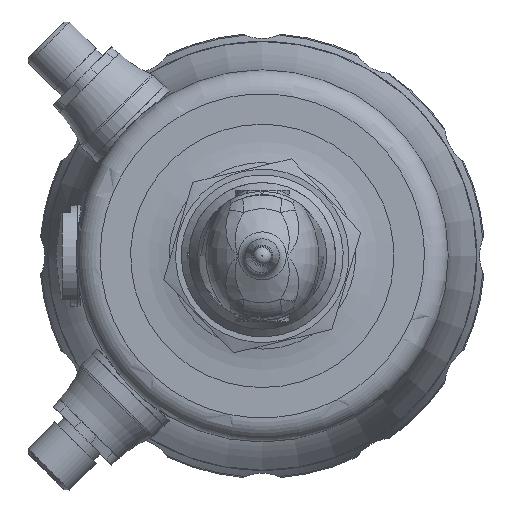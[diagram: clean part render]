
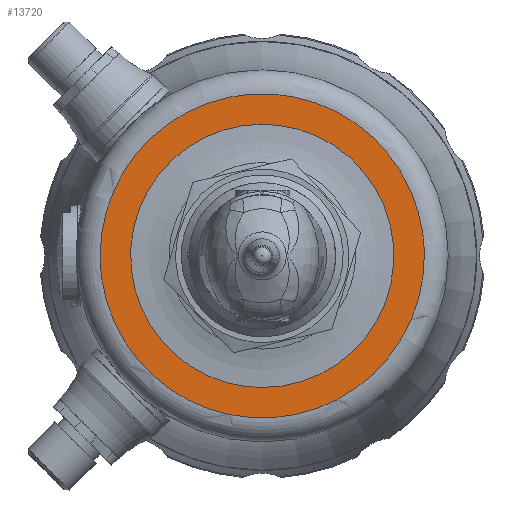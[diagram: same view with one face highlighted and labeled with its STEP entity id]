
A CAD part, left-side view. The second image highlights one B-rep face of the part: STEP entity #13720.
In plain terms, the highlighted planar face has unit normal (-1, 0, 0).
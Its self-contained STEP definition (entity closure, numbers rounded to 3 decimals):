
#2085=ORIENTED_EDGE('',*,*,#4809,.F.);
#2086=ORIENTED_EDGE('',*,*,#4810,.F.);
#2087=ORIENTED_EDGE('',*,*,#4811,.F.);
#2088=ORIENTED_EDGE('',*,*,#4812,.F.);
#4809=EDGE_CURVE('',#6171,#6172,#7125,.T.);
#4810=EDGE_CURVE('',#6172,#6171,#7126,.T.);
#4811=EDGE_CURVE('',#6173,#6174,#7127,.T.);
#4812=EDGE_CURVE('',#6174,#6173,#7128,.T.);
#6171=VERTEX_POINT('',#18306);
#6172=VERTEX_POINT('',#18307);
#6173=VERTEX_POINT('',#18357);
#6174=VERTEX_POINT('',#18358);
#7125=(
BOUNDED_CURVE()
B_SPLINE_CURVE(3,(#18282,#18283,#18284,#18285,#18286,#18287,#18288,#18289,
#18290,#18291,#18292,#18293,#18294,#18295,#18296,#18297,#18298,#18299,#18300,
#18301,#18302,#18303,#18304,#18305),.UNSPECIFIED.,.F.,.F.)
B_SPLINE_CURVE_WITH_KNOTS((4,1,1,1,1,1,1,1,1,1,1,1,1,1,1,1,1,1,1,1,1,4),
(0.,0.047,0.094,0.142,0.19,
0.238,0.285,0.333,0.381,
0.428,0.476,0.524,0.572,0.619,
0.667,0.715,0.762,0.81,
0.858,0.906,0.953,1.),.UNSPECIFIED.)
CURVE()
GEOMETRIC_REPRESENTATION_ITEM()
RATIONAL_B_SPLINE_CURVE((1.,1.,1.,1.,1.,1.,1.,1.,1.,1.,1.,1.,1.,1.,1.,1.,
1.,1.,1.,1.,1.,1.,1.,1.))
REPRESENTATION_ITEM('')
);
#7126=(
BOUNDED_CURVE()
B_SPLINE_CURVE(3,(#18308,#18309,#18310,#18311,#18312,#18313,#18314,#18315,
#18316,#18317,#18318,#18319,#18320,#18321,#18322,#18323,#18324,#18325,#18326,
#18327,#18328,#18329,#18330,#18331),.UNSPECIFIED.,.F.,.F.)
B_SPLINE_CURVE_WITH_KNOTS((4,1,1,1,1,1,1,1,1,1,1,1,1,1,1,1,1,1,1,1,1,4),
(0.,0.047,0.094,0.142,0.19,
0.238,0.285,0.333,0.381,
0.428,0.476,0.524,0.572,0.619,
0.667,0.715,0.762,0.81,
0.858,0.906,0.953,1.),.UNSPECIFIED.)
CURVE()
GEOMETRIC_REPRESENTATION_ITEM()
RATIONAL_B_SPLINE_CURVE((1.,1.,1.,1.,1.,1.,1.,1.,1.,1.,1.,1.,1.,1.,1.,1.,
1.,1.,1.,1.,1.,1.,1.,1.))
REPRESENTATION_ITEM('')
);
#7127=(
BOUNDED_CURVE()
B_SPLINE_CURVE(3,(#18332,#18333,#18334,#18335,#18336,#18337,#18338,#18339,
#18340,#18341,#18342,#18343,#18344,#18345,#18346,#18347,#18348,#18349,#18350,
#18351,#18352,#18353,#18354,#18355,#18356),.UNSPECIFIED.,.F.,.F.)
B_SPLINE_CURVE_WITH_KNOTS((4,1,1,1,1,1,1,1,1,1,1,1,1,1,1,1,1,1,1,1,1,1,
4),(0.,0.045,0.091,0.136,0.182,
0.227,0.273,0.318,0.364,
0.409,0.455,0.5,0.545,
0.591,0.636,0.682,0.727,
0.773,0.818,0.864,0.909,
0.955,1.),.UNSPECIFIED.)
CURVE()
GEOMETRIC_REPRESENTATION_ITEM()
RATIONAL_B_SPLINE_CURVE((1.,1.,1.,1.,1.,1.,1.,1.,1.,1.,1.,1.,1.,1.,1.,1.,
1.,1.,1.,1.,1.,1.,1.,1.,1.))
REPRESENTATION_ITEM('')
);
#7128=(
BOUNDED_CURVE()
B_SPLINE_CURVE(3,(#18359,#18360,#18361,#18362,#18363,#18364,#18365,#18366,
#18367,#18368,#18369,#18370,#18371,#18372,#18373,#18374,#18375,#18376,#18377,
#18378,#18379,#18380,#18381,#18382,#18383),.UNSPECIFIED.,.F.,.F.)
B_SPLINE_CURVE_WITH_KNOTS((4,1,1,1,1,1,1,1,1,1,1,1,1,1,1,1,1,1,1,1,1,1,
4),(0.,0.045,0.091,0.136,0.182,
0.227,0.273,0.318,0.364,
0.409,0.455,0.5,0.545,
0.591,0.636,0.682,0.727,
0.773,0.818,0.864,0.909,
0.955,1.),.UNSPECIFIED.)
CURVE()
GEOMETRIC_REPRESENTATION_ITEM()
RATIONAL_B_SPLINE_CURVE((1.,1.,1.,1.,1.,1.,1.,1.,1.,1.,1.,1.,1.,1.,1.,1.,
1.,1.,1.,1.,1.,1.,1.,1.,1.))
REPRESENTATION_ITEM('')
);
#7176=EDGE_LOOP('',(#2085,#2086));
#7177=EDGE_LOOP('',(#2087,#2088));
#8067=FACE_BOUND('',#7176,.T.);
#8068=FACE_BOUND('',#7177,.T.);
#8961=PLANE('',#14384);
#13720=ADVANCED_FACE('',(#8067,#8068),#8961,.F.);
#14384=AXIS2_PLACEMENT_3D('',#18281,#15578,#15579);
#15578=DIRECTION('',(1.,0.,0.));
#15579=DIRECTION('',(0.,-1.,0.));
#18281=CARTESIAN_POINT('',(-19.,-87.4,0.));
#18282=CARTESIAN_POINT('',(-19.,-87.4,-27.018));
#18283=CARTESIAN_POINT('',(-19.,-88.728,-27.017));
#18284=CARTESIAN_POINT('',(-19.,-91.375,-26.823));
#18285=CARTESIAN_POINT('',(-19.,-95.31,-25.94));
#18286=CARTESIAN_POINT('',(-19.,-99.099,-24.467));
#18287=CARTESIAN_POINT('',(-19.,-102.633,-22.437));
#18288=CARTESIAN_POINT('',(-19.,-105.816,-19.906));
#18289=CARTESIAN_POINT('',(-19.,-108.581,-16.935));
#18290=CARTESIAN_POINT('',(-19.,-110.871,-13.585));
#18291=CARTESIAN_POINT('',(-19.,-112.637,-9.927));
#18292=CARTESIAN_POINT('',(-19.,-113.837,-6.045));
#18293=CARTESIAN_POINT('',(-19.,-114.443,-2.029));
#18294=CARTESIAN_POINT('',(-19.,-114.443,2.032));
#18295=CARTESIAN_POINT('',(-19.,-113.836,6.048));
#18296=CARTESIAN_POINT('',(-19.,-112.636,9.93));
#18297=CARTESIAN_POINT('',(-19.,-110.869,13.588));
#18298=CARTESIAN_POINT('',(-19.,-108.579,16.938));
#18299=CARTESIAN_POINT('',(-19.,-105.814,19.909));
#18300=CARTESIAN_POINT('',(-19.,-102.63,22.439));
#18301=CARTESIAN_POINT('',(-19.,-99.095,24.468));
#18302=CARTESIAN_POINT('',(-19.,-95.307,25.941));
#18303=CARTESIAN_POINT('',(-19.,-91.373,26.823));
#18304=CARTESIAN_POINT('',(-19.,-88.727,27.017));
#18305=CARTESIAN_POINT('',(-19.,-87.4,27.018));
#18306=CARTESIAN_POINT('',(-19.,-87.4,-27.018));
#18307=CARTESIAN_POINT('',(-19.,-87.4,27.018));
#18308=CARTESIAN_POINT('',(-19.,-87.4,27.018));
#18309=CARTESIAN_POINT('',(-19.,-86.072,27.017));
#18310=CARTESIAN_POINT('',(-19.,-83.425,26.823));
#18311=CARTESIAN_POINT('',(-19.,-79.49,25.94));
#18312=CARTESIAN_POINT('',(-19.,-75.701,24.467));
#18313=CARTESIAN_POINT('',(-19.,-72.167,22.437));
#18314=CARTESIAN_POINT('',(-19.,-68.984,19.906));
#18315=CARTESIAN_POINT('',(-19.,-66.219,16.935));
#18316=CARTESIAN_POINT('',(-19.,-63.929,13.585));
#18317=CARTESIAN_POINT('',(-19.,-62.163,9.927));
#18318=CARTESIAN_POINT('',(-19.,-60.963,6.045));
#18319=CARTESIAN_POINT('',(-19.,-60.357,2.029));
#18320=CARTESIAN_POINT('',(-19.,-60.357,-2.032));
#18321=CARTESIAN_POINT('',(-19.,-60.964,-6.048));
#18322=CARTESIAN_POINT('',(-19.,-62.164,-9.93));
#18323=CARTESIAN_POINT('',(-19.,-63.931,-13.588));
#18324=CARTESIAN_POINT('',(-19.,-66.221,-16.938));
#18325=CARTESIAN_POINT('',(-19.,-68.986,-19.909));
#18326=CARTESIAN_POINT('',(-19.,-72.17,-22.439));
#18327=CARTESIAN_POINT('',(-19.,-75.705,-24.468));
#18328=CARTESIAN_POINT('',(-19.,-79.493,-25.941));
#18329=CARTESIAN_POINT('',(-19.,-83.427,-26.823));
#18330=CARTESIAN_POINT('',(-19.,-86.073,-27.017));
#18331=CARTESIAN_POINT('',(-19.,-87.4,-27.018));
#18332=CARTESIAN_POINT('',(-19.,-54.134,0.));
#18333=CARTESIAN_POINT('',(-19.,-54.135,1.589));
#18334=CARTESIAN_POINT('',(-19.,-54.358,4.732));
#18335=CARTESIAN_POINT('',(-19.,-55.367,9.386));
#18336=CARTESIAN_POINT('',(-19.,-57.028,13.848));
#18337=CARTESIAN_POINT('',(-19.,-59.309,18.032));
#18338=CARTESIAN_POINT('',(-19.,-62.163,21.848));
#18339=CARTESIAN_POINT('',(-19.,-65.531,25.219));
#18340=CARTESIAN_POINT('',(-19.,-69.345,28.076));
#18341=CARTESIAN_POINT('',(-19.,-73.527,30.36));
#18342=CARTESIAN_POINT('',(-19.,-77.991,32.026));
#18343=CARTESIAN_POINT('',(-19.,-82.647,33.04));
#18344=CARTESIAN_POINT('',(-19.,-87.4,33.38));
#18345=CARTESIAN_POINT('',(-19.,-92.153,33.04));
#18346=CARTESIAN_POINT('',(-19.,-96.809,32.026));
#18347=CARTESIAN_POINT('',(-19.,-101.273,30.36));
#18348=CARTESIAN_POINT('',(-19.,-105.455,28.075));
#18349=CARTESIAN_POINT('',(-19.,-109.269,25.219));
#18350=CARTESIAN_POINT('',(-19.,-112.637,21.848));
#18351=CARTESIAN_POINT('',(-19.,-115.491,18.032));
#18352=CARTESIAN_POINT('',(-19.,-117.772,13.848));
#18353=CARTESIAN_POINT('',(-19.,-119.433,9.386));
#18354=CARTESIAN_POINT('',(-19.,-120.442,4.732));
#18355=CARTESIAN_POINT('',(-19.,-120.665,1.589));
#18356=CARTESIAN_POINT('',(-19.,-120.666,0.));
#18357=CARTESIAN_POINT('',(-19.,-54.134,0.));
#18358=CARTESIAN_POINT('',(-19.,-120.666,0.));
#18359=CARTESIAN_POINT('',(-19.,-120.666,0.));
#18360=CARTESIAN_POINT('',(-19.,-120.665,-1.589));
#18361=CARTESIAN_POINT('',(-19.,-120.442,-4.732));
#18362=CARTESIAN_POINT('',(-19.,-119.433,-9.386));
#18363=CARTESIAN_POINT('',(-19.,-117.772,-13.848));
#18364=CARTESIAN_POINT('',(-19.,-115.491,-18.032));
#18365=CARTESIAN_POINT('',(-19.,-112.637,-21.848));
#18366=CARTESIAN_POINT('',(-19.,-109.269,-25.219));
#18367=CARTESIAN_POINT('',(-19.,-105.455,-28.076));
#18368=CARTESIAN_POINT('',(-19.,-101.273,-30.36));
#18369=CARTESIAN_POINT('',(-19.,-96.809,-32.026));
#18370=CARTESIAN_POINT('',(-19.,-92.153,-33.04));
#18371=CARTESIAN_POINT('',(-19.,-87.4,-33.38));
#18372=CARTESIAN_POINT('',(-19.,-82.647,-33.04));
#18373=CARTESIAN_POINT('',(-19.,-77.991,-32.026));
#18374=CARTESIAN_POINT('',(-19.,-73.527,-30.36));
#18375=CARTESIAN_POINT('',(-19.,-69.345,-28.075));
#18376=CARTESIAN_POINT('',(-19.,-65.531,-25.219));
#18377=CARTESIAN_POINT('',(-19.,-62.163,-21.848));
#18378=CARTESIAN_POINT('',(-19.,-59.309,-18.032));
#18379=CARTESIAN_POINT('',(-19.,-57.028,-13.848));
#18380=CARTESIAN_POINT('',(-19.,-55.367,-9.386));
#18381=CARTESIAN_POINT('',(-19.,-54.358,-4.732));
#18382=CARTESIAN_POINT('',(-19.,-54.135,-1.589));
#18383=CARTESIAN_POINT('',(-19.,-54.134,0.));
